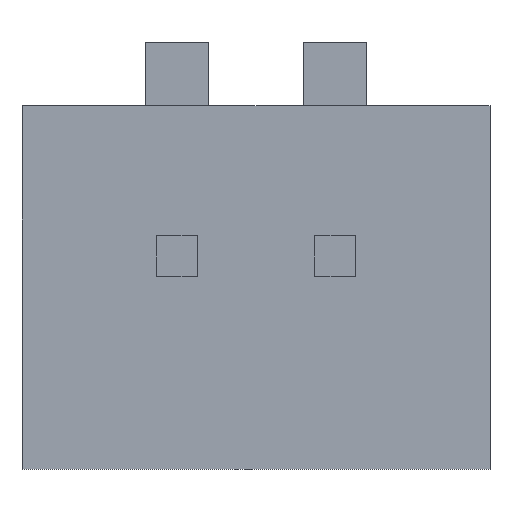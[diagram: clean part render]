
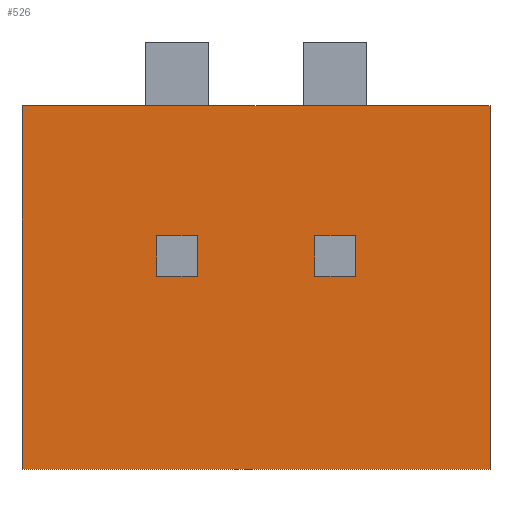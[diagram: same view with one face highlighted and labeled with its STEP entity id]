
A CAD part, front view. The second image highlights one B-rep face of the part: STEP entity #526.
In plain terms, the highlighted planar face has unit normal (0, -1, 0).
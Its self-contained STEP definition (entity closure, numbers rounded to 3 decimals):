
#75 = VERTEX_POINT ( 'NONE', #665 ) ;
#76 = VERTEX_POINT ( 'NONE', #664 ) ;
#79 = ORIENTED_EDGE ( 'NONE', *, *, #82, .F. ) ;
#80 = EDGE_CURVE ( 'NONE', #416, #535, #658, .T. ) ;
#81 = ORIENTED_EDGE ( 'NONE', *, *, #85, .F. ) ;
#82 = EDGE_CURVE ( 'NONE', #84, #425, #654, .T. ) ;
#83 = EDGE_LOOP ( 'NONE', ( #412, #423, #79, #532 ) ) ;
#84 = VERTEX_POINT ( 'NONE', #650 ) ;
#85 = EDGE_CURVE ( 'NONE', #75, #86, #649, .T. ) ;
#86 = VERTEX_POINT ( 'NONE', #645 ) ;
#87 = EDGE_CURVE ( 'NONE', #86, #89, #711, .T. ) ;
#88 = ORIENTED_EDGE ( 'NONE', *, *, #87, .F. ) ;
#89 = VERTEX_POINT ( 'NONE', #707 ) ;
#90 = EDGE_CURVE ( 'NONE', #89, #76, #706, .T. ) ;
#398 = VERTEX_POINT ( 'NONE', #1412 ) ;
#399 = VERTEX_POINT ( 'NONE', #1411 ) ;
#412 = ORIENTED_EDGE ( 'NONE', *, *, #413, .T. ) ;
#413 = EDGE_CURVE ( 'NONE', #414, #415, #1446, .T. ) ;
#414 = VERTEX_POINT ( 'NONE', #1442 ) ;
#415 = VERTEX_POINT ( 'NONE', #1441 ) ;
#416 = VERTEX_POINT ( 'NONE', #1440 ) ;
#417 = ORIENTED_EDGE ( 'NONE', *, *, #418, .F. ) ;
#418 = EDGE_CURVE ( 'NONE', #76, #75, #1439, .T. ) ;
#422 = ORIENTED_EDGE ( 'NONE', *, *, #80, .F. ) ;
#423 = ORIENTED_EDGE ( 'NONE', *, *, #424, .F. ) ;
#424 = EDGE_CURVE ( 'NONE', #425, #415, #1427, .T. ) ;
#425 = VERTEX_POINT ( 'NONE', #1423 ) ;
#426 = ORIENTED_EDGE ( 'NONE', *, *, #427, .F. ) ;
#427 = EDGE_CURVE ( 'NONE', #535, #398, #1487, .T. ) ;
#428 = ORIENTED_EDGE ( 'NONE', *, *, #429, .F. ) ;
#429 = EDGE_CURVE ( 'NONE', #399, #416, #1483, .T. ) ;
#430 = EDGE_LOOP ( 'NONE', ( #524, #426, #422, #428 ) ) ;
#524 = ORIENTED_EDGE ( 'NONE', *, *, #525, .F. ) ;
#525 = EDGE_CURVE ( 'NONE', #398, #399, #1668, .T. ) ;
#526 = ADVANCED_FACE ( 'NONE', ( #1664, #1663, #1662 ), #1661, .F. ) ;
#527 = ORIENTED_EDGE ( 'NONE', *, *, #90, .F. ) ;
#528 = EDGE_CURVE ( 'NONE', #84, #414, #1655, .T. ) ;
#532 = ORIENTED_EDGE ( 'NONE', *, *, #528, .T. ) ;
#535 = VERTEX_POINT ( 'NONE', #1695 ) ;
#536 = EDGE_LOOP ( 'NONE', ( #527, #88, #81, #417 ) ) ;
#645 = CARTESIAN_POINT ( 'NONE',  ( -1.57, 0., 0.32 ) ) ;
#646 = DIRECTION ( 'NONE',  ( -1., 0., 0. ) ) ;
#647 = VECTOR ( 'NONE', #646, 1000. ) ;
#648 = CARTESIAN_POINT ( 'NONE',  ( 3.7, 0., 0.32 ) ) ;
#649 = LINE ( 'NONE', #648, #647 ) ;
#650 = CARTESIAN_POINT ( 'NONE',  ( 3.7, 0., 2.375 ) ) ;
#651 = DIRECTION ( 'NONE',  ( 0., 0., -1. ) ) ;
#652 = VECTOR ( 'NONE', #651, 1000. ) ;
#653 = CARTESIAN_POINT ( 'NONE',  ( 3.7, 0., 2.375 ) ) ;
#654 = LINE ( 'NONE', #653, #652 ) ;
#655 = DIRECTION ( 'NONE',  ( -1., 0., 0. ) ) ;
#656 = VECTOR ( 'NONE', #655, 1000. ) ;
#657 = CARTESIAN_POINT ( 'NONE',  ( 3.7, 0., 0.32 ) ) ;
#658 = LINE ( 'NONE', #657, #656 ) ;
#664 = CARTESIAN_POINT ( 'NONE',  ( -0.93, 0., -0.32 ) ) ;
#665 = CARTESIAN_POINT ( 'NONE',  ( -0.93, 0., 0.32 ) ) ;
#703 = DIRECTION ( 'NONE',  ( 1., 0., 0. ) ) ;
#704 = VECTOR ( 'NONE', #703, 1000. ) ;
#705 = CARTESIAN_POINT ( 'NONE',  ( 3.7, 0., -0.32 ) ) ;
#706 = LINE ( 'NONE', #705, #704 ) ;
#707 = CARTESIAN_POINT ( 'NONE',  ( -1.57, 0., -0.32 ) ) ;
#708 = DIRECTION ( 'NONE',  ( 0., 0., -1. ) ) ;
#709 = VECTOR ( 'NONE', #708, 1000. ) ;
#710 = CARTESIAN_POINT ( 'NONE',  ( -1.57, 0., 2.375 ) ) ;
#711 = LINE ( 'NONE', #710, #709 ) ;
#1411 = CARTESIAN_POINT ( 'NONE',  ( 1.57, 0., -0.32 ) ) ;
#1412 = CARTESIAN_POINT ( 'NONE',  ( 0.93, 0., -0.32 ) ) ;
#1423 = CARTESIAN_POINT ( 'NONE',  ( 3.7, 0., -3.375 ) ) ;
#1424 = DIRECTION ( 'NONE',  ( -1., 0., 0. ) ) ;
#1425 = VECTOR ( 'NONE', #1424, 1000. ) ;
#1426 = CARTESIAN_POINT ( 'NONE',  ( 3.7, 0., -3.375 ) ) ;
#1427 = LINE ( 'NONE', #1426, #1425 ) ;
#1436 = DIRECTION ( 'NONE',  ( 0., 0., 1. ) ) ;
#1437 = VECTOR ( 'NONE', #1436, 1000. ) ;
#1438 = CARTESIAN_POINT ( 'NONE',  ( -0.93, 0., 2.375 ) ) ;
#1439 = LINE ( 'NONE', #1438, #1437 ) ;
#1440 = CARTESIAN_POINT ( 'NONE',  ( 1.57, 0., 0.32 ) ) ;
#1441 = CARTESIAN_POINT ( 'NONE',  ( -3.7, 0., -3.375 ) ) ;
#1442 = CARTESIAN_POINT ( 'NONE',  ( -3.7, 0., 2.375 ) ) ;
#1443 = DIRECTION ( 'NONE',  ( 0., 0., -1. ) ) ;
#1444 = VECTOR ( 'NONE', #1443, 1000. ) ;
#1445 = CARTESIAN_POINT ( 'NONE',  ( -3.7, 0., 2.375 ) ) ;
#1446 = LINE ( 'NONE', #1445, #1444 ) ;
#1480 = DIRECTION ( 'NONE',  ( 0., 0., 1. ) ) ;
#1481 = VECTOR ( 'NONE', #1480, 1000. ) ;
#1482 = CARTESIAN_POINT ( 'NONE',  ( 1.57, 0., 2.375 ) ) ;
#1483 = LINE ( 'NONE', #1482, #1481 ) ;
#1484 = DIRECTION ( 'NONE',  ( 0., 0., -1. ) ) ;
#1485 = VECTOR ( 'NONE', #1484, 1000. ) ;
#1486 = CARTESIAN_POINT ( 'NONE',  ( 0.93, 0., 2.375 ) ) ;
#1487 = LINE ( 'NONE', #1486, #1485 ) ;
#1652 = DIRECTION ( 'NONE',  ( -1., 0., 0. ) ) ;
#1653 = VECTOR ( 'NONE', #1652, 1000. ) ;
#1654 = CARTESIAN_POINT ( 'NONE',  ( 3.7, 0., 2.375 ) ) ;
#1655 = LINE ( 'NONE', #1654, #1653 ) ;
#1657 = DIRECTION ( 'NONE',  ( 0., 0., 1. ) ) ;
#1658 = DIRECTION ( 'NONE',  ( 0., 1., 0. ) ) ;
#1659 = CARTESIAN_POINT ( 'NONE',  ( 3.7, 0., 2.375 ) ) ;
#1660 = AXIS2_PLACEMENT_3D ( 'NONE', #1659, #1658, #1657 ) ;
#1661 = PLANE ( 'NONE',  #1660 ) ;
#1662 = FACE_BOUND ( 'NONE', #536, .T. ) ;
#1663 = FACE_OUTER_BOUND ( 'NONE', #83, .T. ) ;
#1664 = FACE_BOUND ( 'NONE', #430, .T. ) ;
#1665 = DIRECTION ( 'NONE',  ( 1., 0., 0. ) ) ;
#1666 = VECTOR ( 'NONE', #1665, 1000. ) ;
#1667 = CARTESIAN_POINT ( 'NONE',  ( 3.7, 0., -0.32 ) ) ;
#1668 = LINE ( 'NONE', #1667, #1666 ) ;
#1695 = CARTESIAN_POINT ( 'NONE',  ( 0.93, 0., 0.32 ) ) ;
